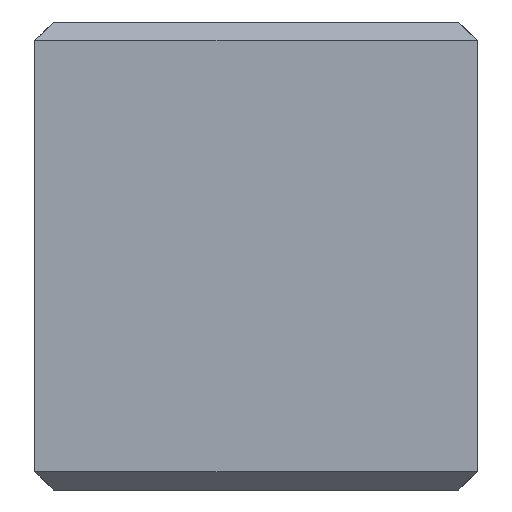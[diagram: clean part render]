
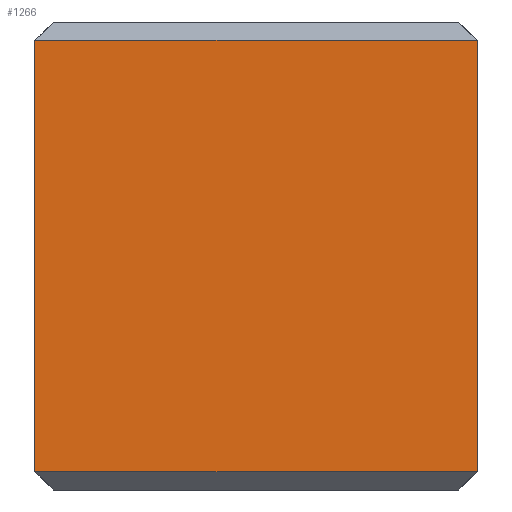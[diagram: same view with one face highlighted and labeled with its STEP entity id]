
A CAD part, left-side view. The second image highlights one B-rep face of the part: STEP entity #1266.
In plain terms, the highlighted planar face has unit normal (-1, 0, 0).
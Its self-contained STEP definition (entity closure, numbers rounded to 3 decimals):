
#149 = EDGE_CURVE ( 'NONE', #1618, #1656, #1158, .T. ) ;
#442 = EDGE_CURVE ( 'NONE', #1869, #2505, #2850, .T. ) ;
#573 = FACE_OUTER_BOUND ( 'NONE', #1798, .T. ) ;
#667 = AXIS2_PLACEMENT_3D ( 'NONE', #2618, #2390, #850 ) ;
#850 = DIRECTION ( 'NONE',  ( 0., 0., -1. ) ) ;
#1001 = CARTESIAN_POINT ( 'NONE',  ( 0., 0., 12.2 ) ) ;
#1003 = CARTESIAN_POINT ( 'NONE',  ( 0., 12., 0.5 ) ) ;
#1158 = LINE ( 'NONE', #2159, #2973 ) ;
#1266 = ADVANCED_FACE ( 'NONE', ( #573 ), #1648, .F. ) ;
#1275 = CARTESIAN_POINT ( 'NONE',  ( 0., 12., 12.7 ) ) ;
#1576 = CARTESIAN_POINT ( 'NONE',  ( 0., 12., 12.2 ) ) ;
#1595 = VECTOR ( 'NONE', #2291, 1000. ) ;
#1604 = DIRECTION ( 'NONE',  ( 0., 1., 0. ) ) ;
#1618 = VERTEX_POINT ( 'NONE', #1003 ) ;
#1634 = VECTOR ( 'NONE', #1604, 1000. ) ;
#1648 = PLANE ( 'NONE',  #667 ) ;
#1656 = VERTEX_POINT ( 'NONE', #1967 ) ;
#1693 = LINE ( 'NONE', #1275, #1820 ) ;
#1798 = EDGE_LOOP ( 'NONE', ( #2958, #3123, #2298, #3200 ) ) ;
#1820 = VECTOR ( 'NONE', #2241, 1000. ) ;
#1830 = CARTESIAN_POINT ( 'NONE',  ( 0., 0., 12.7 ) ) ;
#1854 = CARTESIAN_POINT ( 'NONE',  ( 0., 0., 12.2 ) ) ;
#1869 = VERTEX_POINT ( 'NONE', #1001 ) ;
#1881 = DIRECTION ( 'NONE',  ( 0., -1., 0. ) ) ;
#1967 = CARTESIAN_POINT ( 'NONE',  ( 0., 0., 0.5 ) ) ;
#2159 = CARTESIAN_POINT ( 'NONE',  ( 0., 0., 0.5 ) ) ;
#2241 = DIRECTION ( 'NONE',  ( 0., 0., -1. ) ) ;
#2291 = DIRECTION ( 'NONE',  ( 0., 0., -1. ) ) ;
#2298 = ORIENTED_EDGE ( 'NONE', *, *, #2933, .F. ) ;
#2353 = EDGE_CURVE ( 'NONE', #2505, #1618, #1693, .T. ) ;
#2390 = DIRECTION ( 'NONE',  ( 1., 0., 0. ) ) ;
#2505 = VERTEX_POINT ( 'NONE', #1576 ) ;
#2560 = LINE ( 'NONE', #1830, #1595 ) ;
#2618 = CARTESIAN_POINT ( 'NONE',  ( 0., 0., 12.7 ) ) ;
#2850 = LINE ( 'NONE', #1854, #1634 ) ;
#2933 = EDGE_CURVE ( 'NONE', #1869, #1656, #2560, .T. ) ;
#2958 = ORIENTED_EDGE ( 'NONE', *, *, #2353, .T. ) ;
#2973 = VECTOR ( 'NONE', #1881, 1000. ) ;
#3123 = ORIENTED_EDGE ( 'NONE', *, *, #149, .T. ) ;
#3200 = ORIENTED_EDGE ( 'NONE', *, *, #442, .T. ) ;
